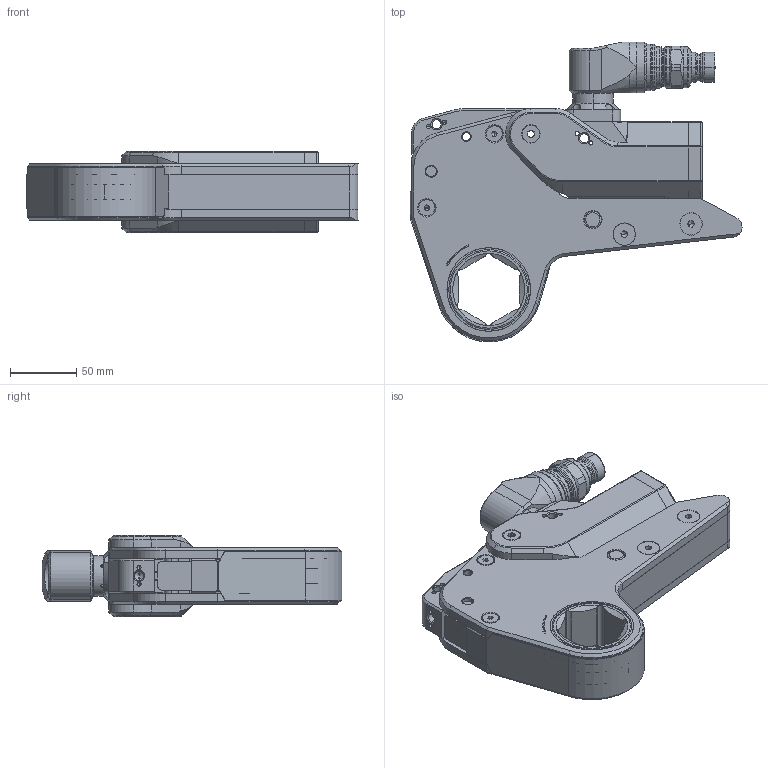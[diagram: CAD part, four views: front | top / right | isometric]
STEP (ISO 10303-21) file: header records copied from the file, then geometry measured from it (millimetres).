
FILE_DESCRIPTION (( 'STEP AP214' ), '1' );
FILE_NAME ('TFX.04113.1.000.STEP', '2023-10-23T08:36:59', ( '' ), ( '' ), 'SwSTEP 2.0', 'SolidWorks 2023', '' );
FILE_SCHEMA (( 'AUTOMOTIVE_DESIGN' ));
Length unit declared in the file: millimetre
Products named in the file (23): RTX-04-SIDEPLATES RH RevB_RTX.04003.0.021; TFX-04 REACTION PAWL ASSY_RTX.04003.0.026; TFX04 ToolFit - Ratchets_RTX.04113.0.001; TFX04 ToolFit - PowerHead [CoAx]; RTX.04000.0.014A; TFX.04000.0.004B_No Engraving; TFX.04113.1.000; TFX.04000.0.007A_TFX.04003.1.001; TFX.04000.0.012A; RTX.04000.0.013A; RTX-04 BUSHES_RTX-04 #3 Installed Bush; STP.00001.0.009A_STP.00001.0.009A; TFX.04000.0.005A_TFX.04003.0.023; RTX-04 SIDEPLATE ASSY [RH ONLY]_RTX.04003.1.002; TFX.04000.0.011A; RTX-04 REACTION PAWL_RTX.04003.0.026; STP.00001.0.005A_SCHCSCREW 0.19-32x0.75x0.75-HX-N; TFX.04000.0.008A_TFX.04003.0.020; RTX-04-SHROUD_TFX.04003.0.027; STP.00001.0.010A_STP.00001.0.010A; RTX.04000.0.012A; RTX-04 REACTION BLOCK SPACER_RTX.04003.0.023; TFX.04000.0.009A_TWS.00097.0.003
Assembly tree (30 placements, depth 3):
  TFX.04113.1.000
    TFX.04000.0.004B_No Engraving
    RTX.04000.0.012A
    RTX.04000.0.013A
    RTX.04000.0.014A  x2
    TFX.04000.0.005A_TFX.04003.0.023
      RTX-04 REACTION BLOCK SPACER_RTX.04003.0.023
    TFX-04 REACTION PAWL ASSY_RTX.04003.0.026
      TFX.04000.0.011A
      RTX-04 REACTION PAWL_RTX.04003.0.026
    RTX-04-SHROUD_TFX.04003.0.027
    TFX.04000.0.007A_TFX.04003.1.001
      TFX.04000.0.008A_TFX.04003.0.020
      RTX-04 BUSHES_RTX-04 #3 Installed Bush
      TFX.04000.0.012A
    RTX-04 SIDEPLATE ASSY [RH ONLY]_RTX.04003.1.002
      RTX-04-SIDEPLATES RH RevB_RTX.04003.0.021
      RTX-04 BUSHES_RTX-04 #3 Installed Bush
    TFX04 ToolFit - Ratchets_RTX.04113.0.001
    TFX.04000.0.009A_TWS.00097.0.003
    STP.00001.0.005A_SCHCSCREW 0.19-32x0.75x0.75-HX-N  x4
    STP.00001.0.009A_STP.00001.0.009A
    STP.00001.0.010A_STP.00001.0.010A  x4
    TFX04 ToolFit - PowerHead [CoAx]
Bounding box: 249.72 x 225.46 x 61.2 mm (x, y, z)
Volume: 491915.2 mm3; surface area: 244169.4 mm2
Topology: 25 solids, 62 shells, 1594 faces, 4842 edges, 3319 vertices
Faces by surface type: plane 608, cylinder 473, cone 379, torus 92, bspline 36, sphere 6
Entity records: 55751 total; most frequent: CARTESIAN_POINT 15196, ORIENTED_EDGE 8360, DIRECTION 8211, EDGE_CURVE 4404, VERTEX_POINT 3103, AXIS2_PLACEMENT_3D 2874, VECTOR 2463, LINE 2463
